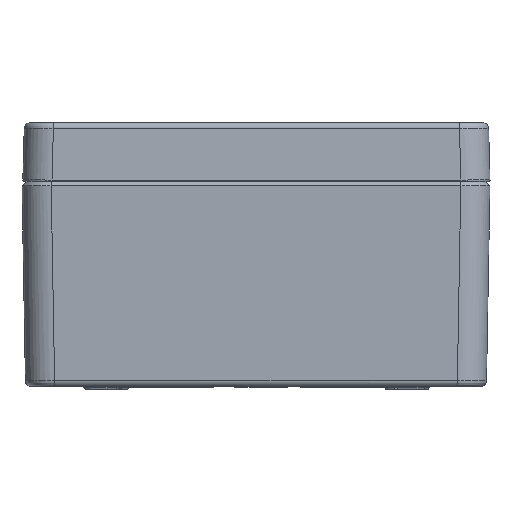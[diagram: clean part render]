
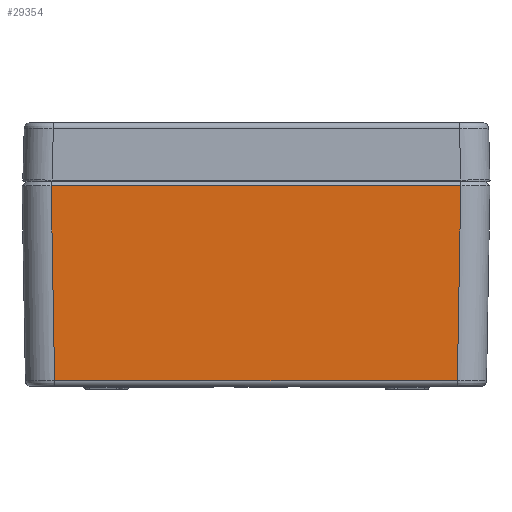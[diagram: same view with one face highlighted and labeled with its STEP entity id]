
A CAD part, left-side view. The second image highlights one B-rep face of the part: STEP entity #29354.
In plain terms, the highlighted planar face has unit normal (-1, 0, -0.018).
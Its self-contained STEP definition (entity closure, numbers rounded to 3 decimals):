
#9892 = VERTEX_POINT('',#9893);
#9893 = CARTESIAN_POINT('',(-129.004,-68.905,
    -68.235));
#10695 = VERTEX_POINT('',#10696);
#10696 = CARTESIAN_POINT('',(-129.004,69.105,
    -68.235));
#10804 = EDGE_CURVE('',#9892,#10695,#10805,.T.);
#10805 = LINE('',#10806,#10807);
#10806 = CARTESIAN_POINT('',(-129.004,76.006,
    -68.235));
#10807 = VECTOR('',#10808,1.);
#10808 = DIRECTION('',(0.,1.,0.));
#29051 = VERTEX_POINT('',#29052);
#29052 = CARTESIAN_POINT('',(-130.169,-70.071,
    -1.474));
#29061 = EDGE_CURVE('',#29051,#9892,#29062,.T.);
#29062 = LINE('',#29063,#29064);
#29063 = CARTESIAN_POINT('',(-128.945,-68.847,
    -71.577));
#29064 = VECTOR('',#29065,1.);
#29065 = DIRECTION('',(0.017,0.017,
    -1.));
#29320 = VERTEX_POINT('',#29321);
#29321 = CARTESIAN_POINT('',(-130.169,70.271,
    -1.474));
#29344 = EDGE_CURVE('',#10695,#29320,#29345,.T.);
#29345 = LINE('',#29346,#29347);
#29346 = CARTESIAN_POINT('',(-128.945,69.047,
    -71.577));
#29347 = VECTOR('',#29348,1.);
#29348 = DIRECTION('',(-0.017,0.017,
    1.));
#29354 = ADVANCED_FACE('',(#29355),#29366,.T.);
#29355 = FACE_BOUND('',#29356,.T.);
#29356 = EDGE_LOOP('',(#29357,#29358,#29364,#29365));
#29357 = ORIENTED_EDGE('',*,*,#29061,.F.);
#29358 = ORIENTED_EDGE('',*,*,#29359,.T.);
#29359 = EDGE_CURVE('',#29051,#29320,#29360,.T.);
#29360 = LINE('',#29361,#29362);
#29361 = CARTESIAN_POINT('',(-130.169,336.532,
    -1.474));
#29362 = VECTOR('',#29363,1.);
#29363 = DIRECTION('',(0.,1.,0.));
#29364 = ORIENTED_EDGE('',*,*,#29344,.F.);
#29365 = ORIENTED_EDGE('',*,*,#10804,.F.);
#29366 = PLANE('',#29367);
#29367 = AXIS2_PLACEMENT_3D('',#29368,#29369,#29370);
#29368 = CARTESIAN_POINT('',(-134.378,336.532,239.68)
  );
#29369 = DIRECTION('',(-1.,0.,-0.017));
#29370 = DIRECTION('',(-0.017,0.,1.));
